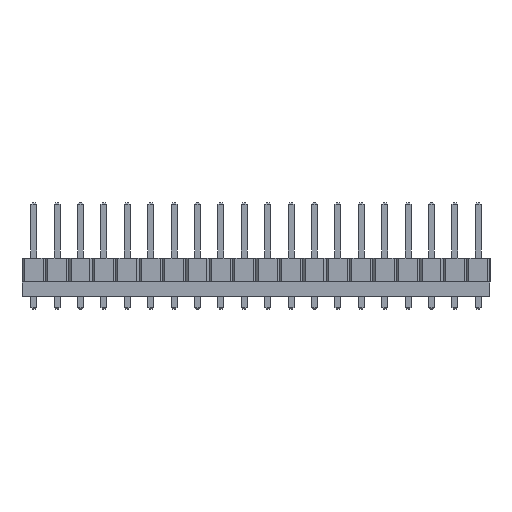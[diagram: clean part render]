
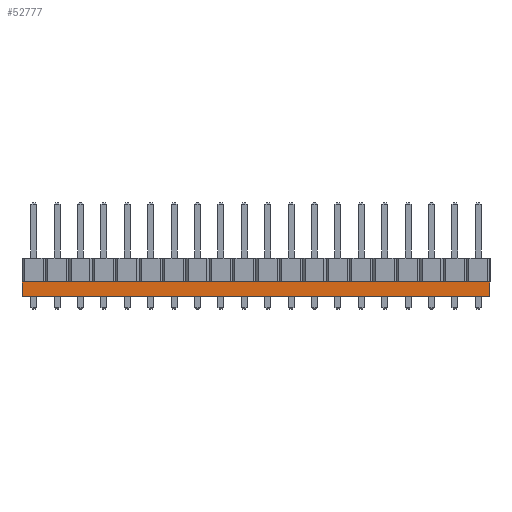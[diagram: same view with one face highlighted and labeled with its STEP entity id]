
A CAD part, left-side view. The second image highlights one B-rep face of the part: STEP entity #52777.
In plain terms, the highlighted planar face has unit normal (-1, 0, 0).
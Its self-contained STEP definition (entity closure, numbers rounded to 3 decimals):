
#52661 = EDGE_CURVE('',#52662,#52664,#52666,.T.);
#52662 = VERTEX_POINT('',#52663);
#52663 = CARTESIAN_POINT('',(0.,-0.,0.));
#52664 = VERTEX_POINT('',#52665);
#52665 = CARTESIAN_POINT('',(0.,0.,1.6));
#52666 = SURFACE_CURVE('',#52667,(#52671,#52683),.PCURVE_S1.);
#52667 = LINE('',#52668,#52669);
#52668 = CARTESIAN_POINT('',(0.,-0.,0.));
#52669 = VECTOR('',#52670,1.);
#52670 = DIRECTION('',(0.,0.,1.));
#52671 = PCURVE('',#52672,#52677);
#52672 = PLANE('',#52673);
#52673 = AXIS2_PLACEMENT_3D('',#52674,#52675,#52676);
#52674 = CARTESIAN_POINT('',(0.,0.,0.));
#52675 = DIRECTION('',(0.,1.,0.));
#52676 = DIRECTION('',(1.,0.,0.));
#52677 = DEFINITIONAL_REPRESENTATION('',(#52678),#52682);
#52678 = LINE('',#52679,#52680);
#52679 = CARTESIAN_POINT('',(0.,0.));
#52680 = VECTOR('',#52681,1.);
#52681 = DIRECTION('',(0.,-1.));
#52682 = ( GEOMETRIC_REPRESENTATION_CONTEXT(2) 
PARAMETRIC_REPRESENTATION_CONTEXT() REPRESENTATION_CONTEXT('2D SPACE',''
  ) );
#52683 = PCURVE('',#52684,#52689);
#52684 = PLANE('',#52685);
#52685 = AXIS2_PLACEMENT_3D('',#52686,#52687,#52688);
#52686 = CARTESIAN_POINT('',(0.,50.8,0.));
#52687 = DIRECTION('',(1.,0.,-0.));
#52688 = DIRECTION('',(0.,-1.,0.));
#52689 = DEFINITIONAL_REPRESENTATION('',(#52690),#52694);
#52690 = LINE('',#52691,#52692);
#52691 = CARTESIAN_POINT('',(50.8,0.));
#52692 = VECTOR('',#52693,1.);
#52693 = DIRECTION('',(0.,-1.));
#52694 = ( GEOMETRIC_REPRESENTATION_CONTEXT(2) 
PARAMETRIC_REPRESENTATION_CONTEXT() REPRESENTATION_CONTEXT('2D SPACE',''
  ) );
#52712 = PLANE('',#52713);
#52713 = AXIS2_PLACEMENT_3D('',#52714,#52715,#52716);
#52714 = CARTESIAN_POINT('',(46.99,25.4,1.6));
#52715 = DIRECTION('',(0.,0.,1.));
#52716 = DIRECTION('',(1.,0.,-0.));
#52766 = PLANE('',#52767);
#52767 = AXIS2_PLACEMENT_3D('',#52768,#52769,#52770);
#52768 = CARTESIAN_POINT('',(46.99,25.4,0.));
#52769 = DIRECTION('',(0.,0.,1.));
#52770 = DIRECTION('',(1.,0.,-0.));
#52777 = ADVANCED_FACE('',(#52778),#52684,.F.);
#52778 = FACE_BOUND('',#52779,.F.);
#52779 = EDGE_LOOP('',(#52780,#52810,#52831,#52832));
#52780 = ORIENTED_EDGE('',*,*,#52781,.T.);
#52781 = EDGE_CURVE('',#52782,#52784,#52786,.T.);
#52782 = VERTEX_POINT('',#52783);
#52783 = CARTESIAN_POINT('',(0.,50.8,0.));
#52784 = VERTEX_POINT('',#52785);
#52785 = CARTESIAN_POINT('',(0.,50.8,1.6));
#52786 = SURFACE_CURVE('',#52787,(#52791,#52798),.PCURVE_S1.);
#52787 = LINE('',#52788,#52789);
#52788 = CARTESIAN_POINT('',(0.,50.8,0.));
#52789 = VECTOR('',#52790,1.);
#52790 = DIRECTION('',(0.,0.,1.));
#52791 = PCURVE('',#52684,#52792);
#52792 = DEFINITIONAL_REPRESENTATION('',(#52793),#52797);
#52793 = LINE('',#52794,#52795);
#52794 = CARTESIAN_POINT('',(0.,0.));
#52795 = VECTOR('',#52796,1.);
#52796 = DIRECTION('',(0.,-1.));
#52797 = ( GEOMETRIC_REPRESENTATION_CONTEXT(2) 
PARAMETRIC_REPRESENTATION_CONTEXT() REPRESENTATION_CONTEXT('2D SPACE',''
  ) );
#52798 = PCURVE('',#52799,#52804);
#52799 = PLANE('',#52800);
#52800 = AXIS2_PLACEMENT_3D('',#52801,#52802,#52803);
#52801 = CARTESIAN_POINT('',(93.98,50.8,0.));
#52802 = DIRECTION('',(0.,-1.,0.));
#52803 = DIRECTION('',(-1.,0.,0.));
#52804 = DEFINITIONAL_REPRESENTATION('',(#52805),#52809);
#52805 = LINE('',#52806,#52807);
#52806 = CARTESIAN_POINT('',(93.98,0.));
#52807 = VECTOR('',#52808,1.);
#52808 = DIRECTION('',(0.,-1.));
#52809 = ( GEOMETRIC_REPRESENTATION_CONTEXT(2) 
PARAMETRIC_REPRESENTATION_CONTEXT() REPRESENTATION_CONTEXT('2D SPACE',''
  ) );
#52810 = ORIENTED_EDGE('',*,*,#52811,.T.);
#52811 = EDGE_CURVE('',#52784,#52664,#52812,.T.);
#52812 = SURFACE_CURVE('',#52813,(#52817,#52824),.PCURVE_S1.);
#52813 = LINE('',#52814,#52815);
#52814 = CARTESIAN_POINT('',(0.,50.8,1.6));
#52815 = VECTOR('',#52816,1.);
#52816 = DIRECTION('',(0.,-1.,0.));
#52817 = PCURVE('',#52684,#52818);
#52818 = DEFINITIONAL_REPRESENTATION('',(#52819),#52823);
#52819 = LINE('',#52820,#52821);
#52820 = CARTESIAN_POINT('',(0.,-1.6));
#52821 = VECTOR('',#52822,1.);
#52822 = DIRECTION('',(1.,0.));
#52823 = ( GEOMETRIC_REPRESENTATION_CONTEXT(2) 
PARAMETRIC_REPRESENTATION_CONTEXT() REPRESENTATION_CONTEXT('2D SPACE',''
  ) );
#52824 = PCURVE('',#52712,#52825);
#52825 = DEFINITIONAL_REPRESENTATION('',(#52826),#52830);
#52826 = LINE('',#52827,#52828);
#52827 = CARTESIAN_POINT('',(-46.99,25.4));
#52828 = VECTOR('',#52829,1.);
#52829 = DIRECTION('',(0.,-1.));
#52830 = ( GEOMETRIC_REPRESENTATION_CONTEXT(2) 
PARAMETRIC_REPRESENTATION_CONTEXT() REPRESENTATION_CONTEXT('2D SPACE',''
  ) );
#52831 = ORIENTED_EDGE('',*,*,#52661,.F.);
#52832 = ORIENTED_EDGE('',*,*,#52833,.F.);
#52833 = EDGE_CURVE('',#52782,#52662,#52834,.T.);
#52834 = SURFACE_CURVE('',#52835,(#52839,#52846),.PCURVE_S1.);
#52835 = LINE('',#52836,#52837);
#52836 = CARTESIAN_POINT('',(0.,50.8,0.));
#52837 = VECTOR('',#52838,1.);
#52838 = DIRECTION('',(0.,-1.,0.));
#52839 = PCURVE('',#52684,#52840);
#52840 = DEFINITIONAL_REPRESENTATION('',(#52841),#52845);
#52841 = LINE('',#52842,#52843);
#52842 = CARTESIAN_POINT('',(0.,0.));
#52843 = VECTOR('',#52844,1.);
#52844 = DIRECTION('',(1.,0.));
#52845 = ( GEOMETRIC_REPRESENTATION_CONTEXT(2) 
PARAMETRIC_REPRESENTATION_CONTEXT() REPRESENTATION_CONTEXT('2D SPACE',''
  ) );
#52846 = PCURVE('',#52766,#52847);
#52847 = DEFINITIONAL_REPRESENTATION('',(#52848),#52852);
#52848 = LINE('',#52849,#52850);
#52849 = CARTESIAN_POINT('',(-46.99,25.4));
#52850 = VECTOR('',#52851,1.);
#52851 = DIRECTION('',(0.,-1.));
#52852 = ( GEOMETRIC_REPRESENTATION_CONTEXT(2) 
PARAMETRIC_REPRESENTATION_CONTEXT() REPRESENTATION_CONTEXT('2D SPACE',''
  ) );
